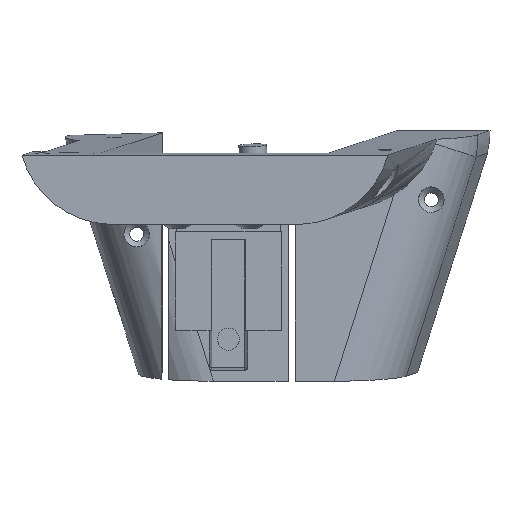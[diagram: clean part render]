
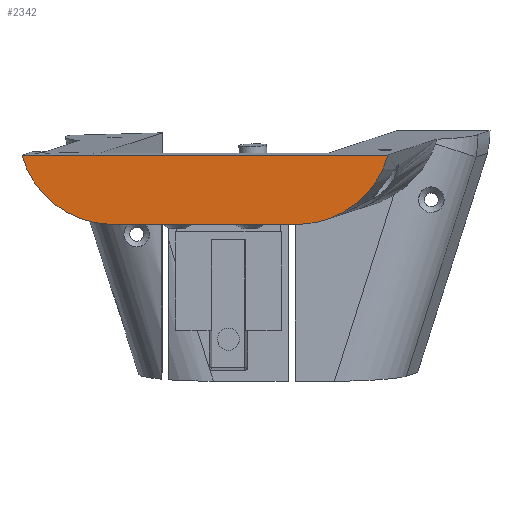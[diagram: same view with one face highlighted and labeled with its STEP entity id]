
A CAD part, top view. The second image highlights one B-rep face of the part: STEP entity #2342.
In plain terms, the highlighted planar face has unit normal (0, 0, 1).
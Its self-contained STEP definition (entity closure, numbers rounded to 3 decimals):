
#1172 = VERTEX_POINT('',#1173);
#1173 = CARTESIAN_POINT('',(-51.407,-8.3,83.));
#1181 = EDGE_CURVE('',#1182,#1172,#1184,.T.);
#1182 = VERTEX_POINT('',#1183);
#1183 = CARTESIAN_POINT('',(-38.9,-18.3,83.));
#1184 = CIRCLE('',#1185,13.6);
#1185 = AXIS2_PLACEMENT_3D('',#1186,#1187,#1188);
#1186 = CARTESIAN_POINT('',(-38.289,-4.714,83.));
#1187 = DIRECTION('',(0.,0.,-1.));
#1188 = DIRECTION('',(-0.516,0.856,0.));
#2196 = VERTEX_POINT('',#2197);
#2197 = CARTESIAN_POINT('',(1.607,-8.3,83.));
#2205 = EDGE_CURVE('',#2196,#1172,#2206,.T.);
#2206 = LINE('',#2207,#2208);
#2207 = CARTESIAN_POINT('',(-27.,-8.3,83.));
#2208 = VECTOR('',#2209,1.);
#2209 = DIRECTION('',(-1.,0.,0.));
#2342 = ADVANCED_FACE('',(#2343),#2362,.F.);
#2343 = FACE_BOUND('',#2344,.F.);
#2344 = EDGE_LOOP('',(#2345,#2346,#2355,#2361));
#2345 = ORIENTED_EDGE('',*,*,#2205,.F.);
#2346 = ORIENTED_EDGE('',*,*,#2347,.T.);
#2347 = EDGE_CURVE('',#2196,#2348,#2350,.T.);
#2348 = VERTEX_POINT('',#2349);
#2349 = CARTESIAN_POINT('',(-10.9,-18.3,83.));
#2350 = CIRCLE('',#2351,13.6);
#2351 = AXIS2_PLACEMENT_3D('',#2352,#2353,#2354);
#2352 = CARTESIAN_POINT('',(-11.511,-4.714,83.));
#2353 = DIRECTION('',(0.,0.,-1.));
#2354 = DIRECTION('',(0.516,0.856,0.));
#2355 = ORIENTED_EDGE('',*,*,#2356,.T.);
#2356 = EDGE_CURVE('',#2348,#1182,#2357,.T.);
#2357 = LINE('',#2358,#2359);
#2358 = CARTESIAN_POINT('',(-10.9,-18.3,83.));
#2359 = VECTOR('',#2360,1.);
#2360 = DIRECTION('',(-1.,0.,0.));
#2361 = ORIENTED_EDGE('',*,*,#1181,.T.);
#2362 = PLANE('',#2363);
#2363 = AXIS2_PLACEMENT_3D('',#2364,#2365,#2366);
#2364 = CARTESIAN_POINT('',(-24.9,-3.962,83.));
#2365 = DIRECTION('',(0.,0.,-1.));
#2366 = DIRECTION('',(-1.,0.,0.));
